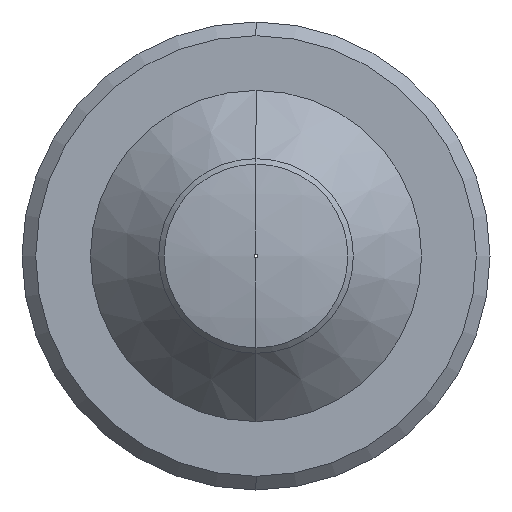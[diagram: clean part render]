
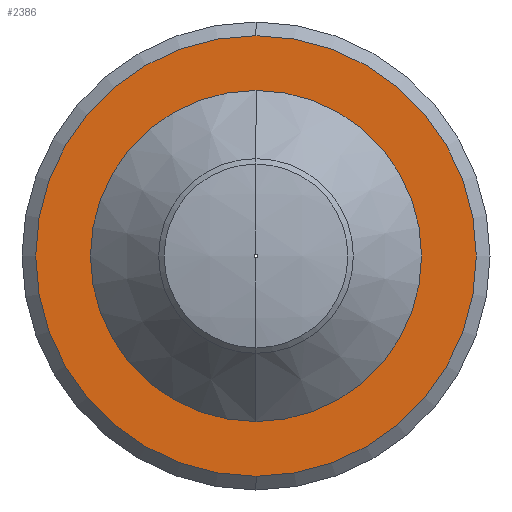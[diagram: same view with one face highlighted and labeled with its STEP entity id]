
A CAD part, left-side view. The second image highlights one B-rep face of the part: STEP entity #2386.
In plain terms, the highlighted planar face has unit normal (-1, 0, 0).
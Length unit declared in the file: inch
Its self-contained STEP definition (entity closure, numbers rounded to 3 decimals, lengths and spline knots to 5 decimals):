
#288 = FACE_BOUND ( 'NONE', #697, .T. ) ;
#289 = FACE_OUTER_BOUND ( 'NONE', #715, .T. ) ;
#697 = EDGE_LOOP ( 'NONE', ( #776, #777 ) ) ;
#715 = EDGE_LOOP ( 'NONE', ( #778, #779 ) ) ;
#776 = ORIENTED_EDGE ( 'NONE', *, *, #976, .F. ) ;
#777 = ORIENTED_EDGE ( 'NONE', *, *, #891, .F. ) ;
#778 = ORIENTED_EDGE ( 'NONE', *, *, #852, .T. ) ;
#779 = ORIENTED_EDGE ( 'NONE', *, *, #967, .T. ) ;
#852 = EDGE_CURVE ( 'NONE', #1982, #2148, #1573, .T. ) ;
#891 = EDGE_CURVE ( 'NONE', #1977, #1981, #2030, .T. ) ;
#967 = EDGE_CURVE ( 'NONE', #2148, #1982, #3168, .T. ) ;
#976 = EDGE_CURVE ( 'NONE', #1981, #1977, #3165, .T. ) ;
#1047 = AXIS2_PLACEMENT_3D ( 'NONE', #2470, #2469, #2468 ) ;
#1069 = AXIS2_PLACEMENT_3D ( 'NONE', #2364, #2363, #2362 ) ;
#1104 = AXIS2_PLACEMENT_3D ( 'NONE', #2336, #2335, #2334 ) ;
#1108 = AXIS2_PLACEMENT_3D ( 'NONE', #2189, #2188, #2187 ) ;
#1206 = AXIS2_PLACEMENT_3D ( 'NONE', #3299, #3296, #3294 ) ;
#1573 = CIRCLE ( 'NONE', #1047, 0.31761 ) ;
#1977 = VERTEX_POINT ( 'NONE', #3362 ) ;
#1981 = VERTEX_POINT ( 'NONE', #3356 ) ;
#1982 = VERTEX_POINT ( 'NONE', #3353 ) ;
#2030 = CIRCLE ( 'NONE', #1069, 0.2388 ) ;
#2148 = VERTEX_POINT ( 'NONE', #3350 ) ;
#2187 = DIRECTION ( 'NONE',  ( 0., 0., 1. ) ) ;
#2188 = DIRECTION ( 'NONE',  ( -1., 0., 0. ) ) ;
#2189 = CARTESIAN_POINT ( 'NONE',  ( 0.42172, 0., 0.00258 ) ) ;
#2334 = DIRECTION ( 'NONE',  ( 0., 0., 1. ) ) ;
#2335 = DIRECTION ( 'NONE',  ( -1., 0., 0. ) ) ;
#2336 = CARTESIAN_POINT ( 'NONE',  ( 0.42172, 0., 0.00258 ) ) ;
#2362 = DIRECTION ( 'NONE',  ( 0., 0., 1. ) ) ;
#2363 = DIRECTION ( 'NONE',  ( -1., 0., 0. ) ) ;
#2364 = CARTESIAN_POINT ( 'NONE',  ( 0.42172, 0., 0.00258 ) ) ;
#2386 = ADVANCED_FACE ( 'NONE', ( #288, #289 ), #3314, .F. ) ;
#2468 = DIRECTION ( 'NONE',  ( 0., 0., 1. ) ) ;
#2469 = DIRECTION ( 'NONE',  ( -1., 0., 0. ) ) ;
#2470 = CARTESIAN_POINT ( 'NONE',  ( 0.42172, 0., 0.00258 ) ) ;
#3165 = CIRCLE ( 'NONE', #1108, 0.2388 ) ;
#3168 = CIRCLE ( 'NONE', #1104, 0.31761 ) ;
#3294 = DIRECTION ( 'NONE',  ( 0., 0., -1. ) ) ;
#3296 = DIRECTION ( 'NONE',  ( 1., 0., 0. ) ) ;
#3299 = CARTESIAN_POINT ( 'NONE',  ( 0.42172, 0., -0.31503 ) ) ;
#3314 = PLANE ( 'NONE',  #1206 ) ;
#3350 = CARTESIAN_POINT ( 'NONE',  ( 0.42172, 0., 0.32019 ) ) ;
#3353 = CARTESIAN_POINT ( 'NONE',  ( 0.42172, 0., -0.31503 ) ) ;
#3356 = CARTESIAN_POINT ( 'NONE',  ( 0.42172, 0., 0.24139 ) ) ;
#3362 = CARTESIAN_POINT ( 'NONE',  ( 0.42172, 0., -0.23622 ) ) ;
